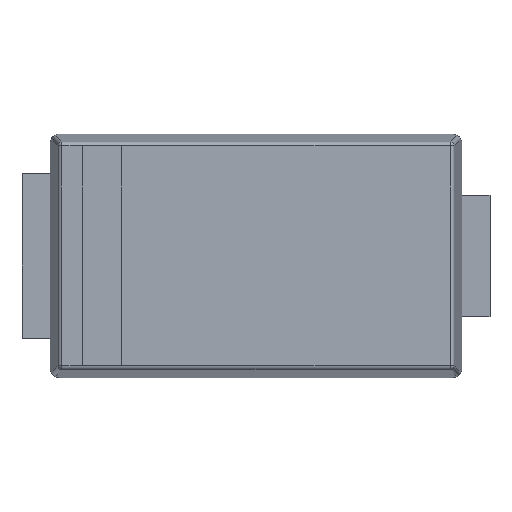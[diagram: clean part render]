
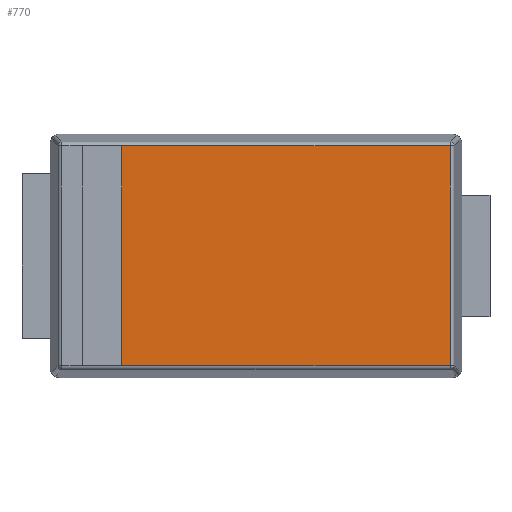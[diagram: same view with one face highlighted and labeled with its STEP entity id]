
A CAD part, top view. The second image highlights one B-rep face of the part: STEP entity #770.
In plain terms, the highlighted planar face has unit normal (0, 0, 1).
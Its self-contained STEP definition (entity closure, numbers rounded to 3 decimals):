
#76=FACE_OUTER_BOUND('',#122,.T.);
#122=EDGE_LOOP('',(#534,#535,#536,#537));
#169=LINE('',#1138,#253);
#177=LINE('',#1154,#261);
#178=LINE('',#1156,#262);
#179=LINE('',#1157,#263);
#253=VECTOR('',#909,10.);
#261=VECTOR('',#925,10.);
#262=VECTOR('',#926,10.);
#263=VECTOR('',#927,10.);
#334=VERTEX_POINT('',#1131);
#336=VERTEX_POINT('',#1137);
#340=VERTEX_POINT('',#1153);
#341=VERTEX_POINT('',#1155);
#405=EDGE_CURVE('',#334,#336,#169,.T.);
#413=EDGE_CURVE('',#340,#336,#177,.T.);
#414=EDGE_CURVE('',#341,#340,#178,.T.);
#415=EDGE_CURVE('',#334,#341,#179,.T.);
#534=ORIENTED_EDGE('',*,*,#405,.T.);
#535=ORIENTED_EDGE('',*,*,#413,.F.);
#536=ORIENTED_EDGE('',*,*,#414,.F.);
#537=ORIENTED_EDGE('',*,*,#415,.F.);
#740=PLANE('',#830);
#770=ADVANCED_FACE('',(#76),#740,.T.);
#830=AXIS2_PLACEMENT_3D('',#1152,#923,#924);
#909=DIRECTION('',(0.,-1.,0.));
#923=DIRECTION('center_axis',(0.,0.,1.));
#924=DIRECTION('ref_axis',(-1.,0.,0.));
#925=DIRECTION('',(-1.,0.,0.));
#926=DIRECTION('',(0.,-1.,0.));
#927=DIRECTION('',(1.,0.,0.));
#1131=CARTESIAN_POINT('',(-0.718,0.588,0.74));
#1137=CARTESIAN_POINT('',(-0.718,-0.588,0.74));
#1138=CARTESIAN_POINT('',(-0.718,-0.294,0.74));
#1152=CARTESIAN_POINT('Origin',(0.,0.,
0.74));
#1153=CARTESIAN_POINT('',(1.038,-0.588,0.74));
#1154=CARTESIAN_POINT('',(0.55,-0.588,0.74));
#1155=CARTESIAN_POINT('',(1.038,0.588,0.74));
#1156=CARTESIAN_POINT('',(1.038,0.325,0.74));
#1157=CARTESIAN_POINT('',(-0.55,0.588,0.74));
